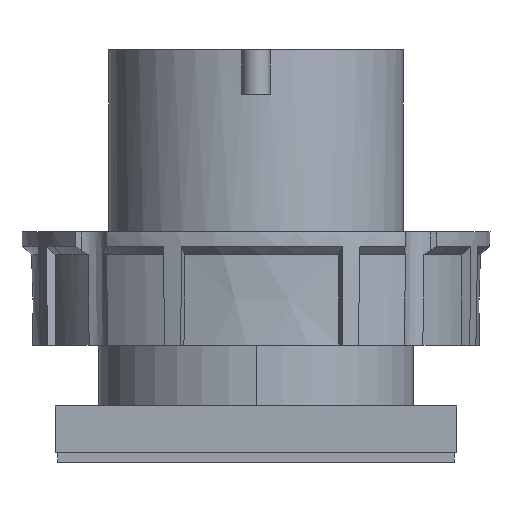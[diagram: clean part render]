
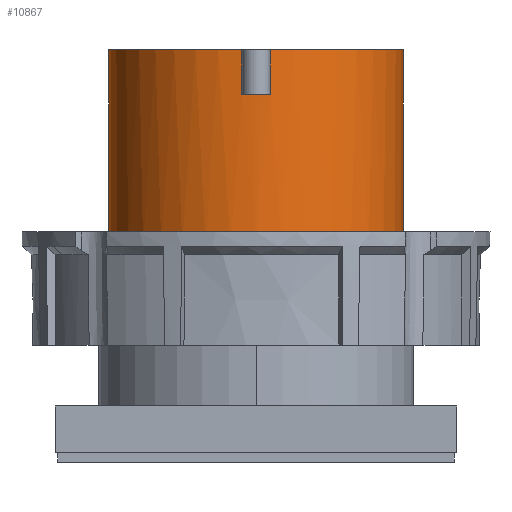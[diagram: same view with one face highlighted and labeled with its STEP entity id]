
A CAD part, front view. The second image highlights one B-rep face of the part: STEP entity #10867.
In plain terms, the highlighted cylindrical face has radius 31.5 mm (diameter 63 mm), a partial arc.
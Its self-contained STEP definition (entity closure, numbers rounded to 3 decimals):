
#82 = DIRECTION ( 'NONE',  ( 0., 0., -1. ) ) ;
#92 = VERTEX_POINT ( 'NONE', #11028 ) ;
#317 = ORIENTED_EDGE ( 'NONE', *, *, #12359, .F. ) ;
#442 = DIRECTION ( 'NONE',  ( 0., 0., -1. ) ) ;
#602 = CIRCLE ( 'NONE', #13050, 31.5 ) ;
#734 = EDGE_LOOP ( 'NONE', ( #5115, #2206, #9939, #317, #13395, #13312, #7894, #3917 ) ) ;
#2179 = AXIS2_PLACEMENT_3D ( 'NONE', #2991, #9140, #13859 ) ;
#2206 = ORIENTED_EDGE ( 'NONE', *, *, #15140, .T. ) ;
#2411 = VERTEX_POINT ( 'NONE', #11852 ) ;
#2601 = DIRECTION ( 'NONE',  ( 0., 0., -1. ) ) ;
#2700 = CARTESIAN_POINT ( 'NONE',  ( 0., 0., 86. ) ) ;
#2904 = VECTOR ( 'NONE', #5419, 1000. ) ;
#2991 = CARTESIAN_POINT ( 'NONE',  ( 0., 0., 44.1 ) ) ;
#3843 = VECTOR ( 'NONE', #7365, 1000. ) ;
#3917 = ORIENTED_EDGE ( 'NONE', *, *, #12937, .T. ) ;
#4013 = FACE_OUTER_BOUND ( 'NONE', #734, .T. ) ;
#4241 = EDGE_CURVE ( 'NONE', #10510, #14396, #16234, .T. ) ;
#4259 = EDGE_CURVE ( 'NONE', #92, #2411, #602, .T. ) ;
#4888 = DIRECTION ( 'NONE',  ( 0., -1., 0. ) ) ;
#5108 = CIRCLE ( 'NONE', #9685, 31.5 ) ;
#5115 = ORIENTED_EDGE ( 'NONE', *, *, #4241, .F. ) ;
#5174 = DIRECTION ( 'NONE',  ( 0., 0., 1. ) ) ;
#5329 = CARTESIAN_POINT ( 'NONE',  ( 3., -31.357, 76.6 ) ) ;
#5419 = DIRECTION ( 'NONE',  ( 0., 0., 1. ) ) ;
#6513 = VECTOR ( 'NONE', #13391, 1000. ) ;
#6699 = CARTESIAN_POINT ( 'NONE',  ( 0., 0., 86.1 ) ) ;
#6885 = CARTESIAN_POINT ( 'NONE',  ( 31.5, 0., 44.1 ) ) ;
#7365 = DIRECTION ( 'NONE',  ( 0., 0., -1. ) ) ;
#7820 = VERTEX_POINT ( 'NONE', #10015 ) ;
#7894 = ORIENTED_EDGE ( 'NONE', *, *, #14242, .T. ) ;
#8270 = VERTEX_POINT ( 'NONE', #16761 ) ;
#9012 = CARTESIAN_POINT ( 'NONE',  ( -31.5, 0., 86. ) ) ;
#9140 = DIRECTION ( 'NONE',  ( 0., 0., 1. ) ) ;
#9685 = AXIS2_PLACEMENT_3D ( 'NONE', #12756, #5174, #4888 ) ;
#9939 = ORIENTED_EDGE ( 'NONE', *, *, #16529, .T. ) ;
#10015 = CARTESIAN_POINT ( 'NONE',  ( -31.5, 0., 44.1 ) ) ;
#10333 = CARTESIAN_POINT ( 'NONE',  ( -3., -31.357, 81.3 ) ) ;
#10370 = CYLINDRICAL_SURFACE ( 'NONE', #11880, 31.5 ) ;
#10510 = VERTEX_POINT ( 'NONE', #17922 ) ;
#10637 = LINE ( 'NONE', #9012, #3843 ) ;
#10867 = ADVANCED_FACE ( 'NONE', ( #4013 ), #10370, .T. ) ;
#11028 = CARTESIAN_POINT ( 'NONE',  ( -3., -31.357, 86.1 ) ) ;
#11343 = CARTESIAN_POINT ( 'NONE',  ( 3., -31.357, 81.3 ) ) ;
#11443 = LINE ( 'NONE', #11343, #6513 ) ;
#11605 = DIRECTION ( 'NONE',  ( 1., 0., 0. ) ) ;
#11852 = CARTESIAN_POINT ( 'NONE',  ( -31.5, 0., 86.1 ) ) ;
#11880 = AXIS2_PLACEMENT_3D ( 'NONE', #2700, #2601, #15320 ) ;
#12359 = EDGE_CURVE ( 'NONE', #14277, #16159, #5108, .T. ) ;
#12756 = CARTESIAN_POINT ( 'NONE',  ( 0., 0., 76.6 ) ) ;
#12937 = EDGE_CURVE ( 'NONE', #7820, #14396, #16253, .T. ) ;
#13050 = AXIS2_PLACEMENT_3D ( 'NONE', #6699, #19547, #11605 ) ;
#13312 = ORIENTED_EDGE ( 'NONE', *, *, #4259, .T. ) ;
#13391 = DIRECTION ( 'NONE',  ( 0., 0., -1. ) ) ;
#13395 = ORIENTED_EDGE ( 'NONE', *, *, #16245, .T. ) ;
#13859 = DIRECTION ( 'NONE',  ( -1., 0., 0. ) ) ;
#14242 = EDGE_CURVE ( 'NONE', #2411, #7820, #10637, .T. ) ;
#14277 = VERTEX_POINT ( 'NONE', #15633 ) ;
#14396 = VERTEX_POINT ( 'NONE', #6885 ) ;
#14552 = CARTESIAN_POINT ( 'NONE',  ( 0., 0., 86.1 ) ) ;
#15140 = EDGE_CURVE ( 'NONE', #10510, #8270, #15984, .T. ) ;
#15320 = DIRECTION ( 'NONE',  ( -1., 0., 0. ) ) ;
#15633 = CARTESIAN_POINT ( 'NONE',  ( -3., -31.357, 76.6 ) ) ;
#15984 = CIRCLE ( 'NONE', #18263, 31.5 ) ;
#16159 = VERTEX_POINT ( 'NONE', #5329 ) ;
#16234 = LINE ( 'NONE', #19450, #19653 ) ;
#16245 = EDGE_CURVE ( 'NONE', #14277, #92, #19912, .T. ) ;
#16253 = CIRCLE ( 'NONE', #2179, 31.5 ) ;
#16529 = EDGE_CURVE ( 'NONE', #8270, #16159, #11443, .T. ) ;
#16761 = CARTESIAN_POINT ( 'NONE',  ( 3., -31.357, 86.1 ) ) ;
#17432 = DIRECTION ( 'NONE',  ( 1., 0., 0. ) ) ;
#17922 = CARTESIAN_POINT ( 'NONE',  ( 31.5, 0., 86.1 ) ) ;
#18263 = AXIS2_PLACEMENT_3D ( 'NONE', #14552, #82, #17432 ) ;
#19450 = CARTESIAN_POINT ( 'NONE',  ( 31.5, 0., 86. ) ) ;
#19547 = DIRECTION ( 'NONE',  ( 0., 0., -1. ) ) ;
#19653 = VECTOR ( 'NONE', #442, 1000. ) ;
#19912 = LINE ( 'NONE', #10333, #2904 ) ;
